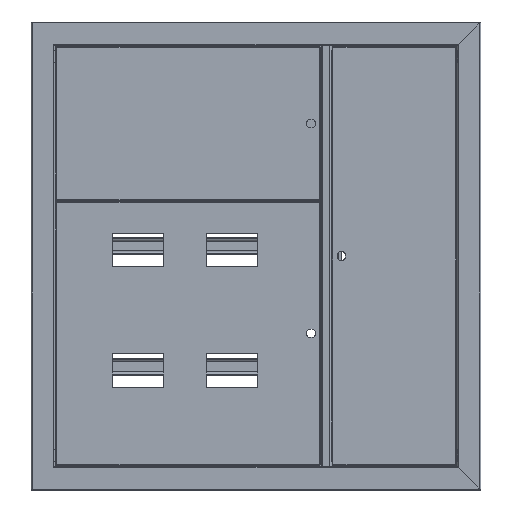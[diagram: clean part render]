
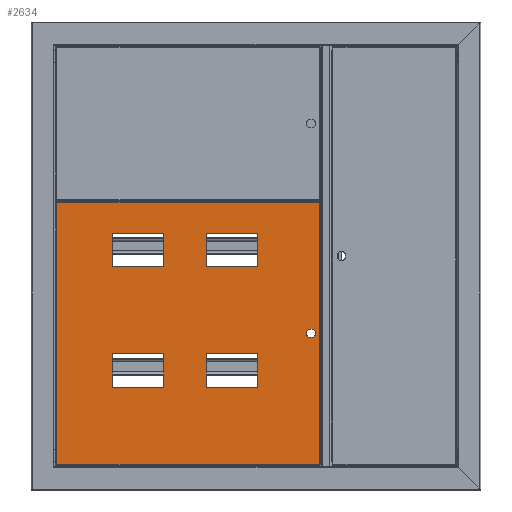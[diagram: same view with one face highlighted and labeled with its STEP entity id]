
A CAD part, top view. The second image highlights one B-rep face of the part: STEP entity #2634.
In plain terms, the highlighted planar face has unit normal (0, 0, 1).
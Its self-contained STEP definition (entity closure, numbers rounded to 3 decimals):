
#2634=ADVANCED_FACE('',(#10764,#10766,#10768,#10770,#10772,#10774),#10776,.T.);
#10764=FACE_BOUND('',#10765,.T.);
#10765=EDGE_LOOP('',(#24598,#24599,#24600,#24601));
#10766=FACE_BOUND('',#10767,.T.);
#10767=EDGE_LOOP('',(#24602,#24603,#24604,#24605));
#10768=FACE_BOUND('',#10769,.T.);
#10769=EDGE_LOOP('',(#24606,#24607,#24608,#24609));
#10770=FACE_BOUND('',#10771,.T.);
#10771=EDGE_LOOP('',(#24610,#24611,#24612,#24613));
#10772=FACE_BOUND('',#10773,.T.);
#10773=EDGE_LOOP('',(#24614,#24615,#24616,#24617));
#10774=FACE_BOUND('',#10775,.T.);
#10775=EDGE_LOOP('',(#24618,#24619,#24620,#24621));
#10776=PLANE('',#10777);
#10777=AXIS2_PLACEMENT_3D('',#10778,#10779,#10780);
#10778=CARTESIAN_POINT('',(0.,0.,0.));
#10779=DIRECTION('',(0.,0.,1.));
#10780=DIRECTION('',(1.,0.,0.));
#24598=ORIENTED_EDGE('',*,*,#32142,.T.);
#24599=ORIENTED_EDGE('',*,*,#32143,.T.);
#24600=ORIENTED_EDGE('',*,*,#32144,.T.);
#24601=ORIENTED_EDGE('',*,*,#32145,.T.);
#24602=ORIENTED_EDGE('',*,*,#32146,.T.);
#24603=ORIENTED_EDGE('',*,*,#32147,.T.);
#24604=ORIENTED_EDGE('',*,*,#32148,.T.);
#24605=ORIENTED_EDGE('',*,*,#32149,.T.);
#24606=ORIENTED_EDGE('',*,*,#32150,.T.);
#24607=ORIENTED_EDGE('',*,*,#32151,.T.);
#24608=ORIENTED_EDGE('',*,*,#32152,.T.);
#24609=ORIENTED_EDGE('',*,*,#32153,.T.);
#24610=ORIENTED_EDGE('',*,*,#32154,.T.);
#24611=ORIENTED_EDGE('',*,*,#32155,.T.);
#24612=ORIENTED_EDGE('',*,*,#32156,.T.);
#24613=ORIENTED_EDGE('',*,*,#32157,.T.);
#24614=ORIENTED_EDGE('',*,*,#32158,.T.);
#24615=ORIENTED_EDGE('',*,*,#32159,.T.);
#24616=ORIENTED_EDGE('',*,*,#32160,.T.);
#24617=ORIENTED_EDGE('',*,*,#32161,.T.);
#24618=ORIENTED_EDGE('',*,*,#32162,.T.);
#24619=ORIENTED_EDGE('',*,*,#32163,.T.);
#24620=ORIENTED_EDGE('',*,*,#32164,.T.);
#24621=ORIENTED_EDGE('',*,*,#32165,.T.);
#32142=EDGE_CURVE('',#35914,#35915,#35916,.T.);
#32143=EDGE_CURVE('',#35915,#35917,#35918,.T.);
#32144=EDGE_CURVE('',#35917,#35919,#35920,.T.);
#32145=EDGE_CURVE('',#35919,#35914,#35921,.T.);
#32146=EDGE_CURVE('',#35922,#35923,#35924,.F.);
#32147=EDGE_CURVE('',#35923,#35925,#35926,.F.);
#32148=EDGE_CURVE('',#35925,#35927,#35928,.F.);
#32149=EDGE_CURVE('',#35927,#35922,#35929,.F.);
#32150=EDGE_CURVE('',#35930,#35931,#35932,.F.);
#32151=EDGE_CURVE('',#35931,#35933,#35934,.F.);
#32152=EDGE_CURVE('',#35933,#35935,#35936,.F.);
#32153=EDGE_CURVE('',#35935,#35930,#35937,.F.);
#32154=EDGE_CURVE('',#35938,#35939,#35940,.F.);
#32155=EDGE_CURVE('',#35939,#35941,#35942,.F.);
#32156=EDGE_CURVE('',#35941,#35943,#35944,.F.);
#32157=EDGE_CURVE('',#35943,#35938,#35945,.F.);
#32158=EDGE_CURVE('',#35946,#35947,#35948,.F.);
#32159=EDGE_CURVE('',#35947,#35949,#35950,.F.);
#32160=EDGE_CURVE('',#35949,#35951,#35952,.F.);
#32161=EDGE_CURVE('',#35951,#35946,#35953,.F.);
#32162=EDGE_CURVE('',#35954,#35955,#35956,.F.);
#32163=EDGE_CURVE('',#35955,#35957,#35958,.F.);
#32164=EDGE_CURVE('',#35957,#35959,#35960,.F.);
#32165=EDGE_CURVE('',#35959,#35954,#35961,.F.);
#35914=VERTEX_POINT('',#41976);
#35915=VERTEX_POINT('',#41977);
#35916=LINE('',#41978,#41979);
#35917=VERTEX_POINT('',#41981);
#35918=LINE('',#41982,#41983);
#35919=VERTEX_POINT('',#41985);
#35920=LINE('',#41986,#41987);
#35921=LINE('',#41989,#41990);
#35922=VERTEX_POINT('',#41992);
#35923=VERTEX_POINT('',#41993);
#35924=LINE('',#41994,#41995);
#35925=VERTEX_POINT('',#41997);
#35926=LINE('',#41998,#41999);
#35927=VERTEX_POINT('',#42001);
#35928=LINE('',#42002,#42003);
#35929=LINE('',#42005,#42006);
#35930=VERTEX_POINT('',#42008);
#35931=VERTEX_POINT('',#42009);
#35932=LINE('',#42010,#42011);
#35933=VERTEX_POINT('',#42013);
#35934=LINE('',#42014,#42015);
#35935=VERTEX_POINT('',#42017);
#35936=LINE('',#42018,#42019);
#35937=LINE('',#42021,#42022);
#35938=VERTEX_POINT('',#42024);
#35939=VERTEX_POINT('',#42025);
#35940=LINE('',#42026,#42027);
#35941=VERTEX_POINT('',#42029);
#35942=LINE('',#42030,#42031);
#35943=VERTEX_POINT('',#42033);
#35944=LINE('',#42034,#42035);
#35945=LINE('',#42037,#42038);
#35946=VERTEX_POINT('',#42040);
#35947=VERTEX_POINT('',#42041);
#35948=LINE('',#42042,#42043);
#35949=VERTEX_POINT('',#42045);
#35950=LINE('',#42046,#42047);
#35951=VERTEX_POINT('',#42049);
#35952=LINE('',#42050,#42051);
#35953=LINE('',#42053,#42054);
#35954=VERTEX_POINT('',#42056);
#35955=VERTEX_POINT('',#42057);
#35956=CIRCLE('',#42058,9.75);
#35957=VERTEX_POINT('',#42062);
#35958=LINE('',#42063,#42064);
#35959=VERTEX_POINT('',#42066);
#35960=CIRCLE('',#42067,9.75);
#35961=LINE('',#42071,#42072);
#41976=CARTESIAN_POINT('',(135.5,-945.5,0.));
#41977=CARTESIAN_POINT('',(135.5,-385.5,0.));
#41978=CARTESIAN_POINT('',(135.5,-945.5,0.));
#41979=VECTOR('',#41980,1.);
#41980=DIRECTION('',(0.,1.,0.));
#41981=CARTESIAN_POINT('',(-425.5,-385.5,0.));
#41982=CARTESIAN_POINT('',(135.5,-385.5,0.));
#41983=VECTOR('',#41984,1.);
#41984=DIRECTION('',(-1.,0.,0.));
#41985=CARTESIAN_POINT('',(-425.5,-945.5,0.));
#41986=CARTESIAN_POINT('',(-425.5,-385.5,0.));
#41987=VECTOR('',#41988,1.);
#41988=DIRECTION('',(0.,-1.,0.));
#41989=CARTESIAN_POINT('',(-425.5,-945.5,0.));
#41990=VECTOR('',#41991,1.);
#41991=DIRECTION('',(1.,0.,0.));
#41992=CARTESIAN_POINT('',(-306.563,-450.9,0.));
#41993=CARTESIAN_POINT('',(-196.963,-450.9,0.));
#41994=CARTESIAN_POINT('',(-196.963,-450.9,0.));
#41995=VECTOR('',#41996,1.);
#41996=DIRECTION('',(-1.,0.,0.));
#41997=CARTESIAN_POINT('',(-196.963,-523.,0.));
#41998=CARTESIAN_POINT('',(-196.963,-523.,0.));
#41999=VECTOR('',#42000,1.);
#42000=DIRECTION('',(0.,1.,0.));
#42001=CARTESIAN_POINT('',(-306.563,-523.,0.));
#42002=CARTESIAN_POINT('',(-306.563,-523.,0.));
#42003=VECTOR('',#42004,1.);
#42004=DIRECTION('',(1.,0.,0.));
#42005=CARTESIAN_POINT('',(-306.563,-450.9,0.));
#42006=VECTOR('',#42007,1.);
#42007=DIRECTION('',(0.,-1.,0.));
#42008=CARTESIAN_POINT('',(-106.563,-450.9,0.));
#42009=CARTESIAN_POINT('',(3.037,-450.9,0.));
#42010=CARTESIAN_POINT('',(3.037,-450.9,0.));
#42011=VECTOR('',#42012,1.);
#42012=DIRECTION('',(-1.,0.,0.));
#42013=CARTESIAN_POINT('',(3.037,-523.,0.));
#42014=CARTESIAN_POINT('',(3.037,-523.,0.));
#42015=VECTOR('',#42016,1.);
#42016=DIRECTION('',(0.,1.,0.));
#42017=CARTESIAN_POINT('',(-106.563,-523.,0.));
#42018=CARTESIAN_POINT('',(-106.563,-523.,0.));
#42019=VECTOR('',#42020,1.);
#42020=DIRECTION('',(1.,0.,0.));
#42021=CARTESIAN_POINT('',(-106.563,-450.9,0.));
#42022=VECTOR('',#42023,1.);
#42023=DIRECTION('',(0.,-1.,0.));
#42024=CARTESIAN_POINT('',(-306.563,-708.5,0.));
#42025=CARTESIAN_POINT('',(-196.963,-708.5,0.));
#42026=CARTESIAN_POINT('',(-196.963,-708.5,0.));
#42027=VECTOR('',#42028,1.);
#42028=DIRECTION('',(-1.,0.,0.));
#42029=CARTESIAN_POINT('',(-196.963,-780.6,0.));
#42030=CARTESIAN_POINT('',(-196.963,-780.6,0.));
#42031=VECTOR('',#42032,1.);
#42032=DIRECTION('',(0.,1.,0.));
#42033=CARTESIAN_POINT('',(-306.563,-780.6,0.));
#42034=CARTESIAN_POINT('',(-306.563,-780.6,0.));
#42035=VECTOR('',#42036,1.);
#42036=DIRECTION('',(1.,0.,0.));
#42037=CARTESIAN_POINT('',(-306.563,-708.5,0.));
#42038=VECTOR('',#42039,1.);
#42039=DIRECTION('',(0.,-1.,0.));
#42040=CARTESIAN_POINT('',(-106.563,-708.5,0.));
#42041=CARTESIAN_POINT('',(3.037,-708.5,0.));
#42042=CARTESIAN_POINT('',(3.037,-708.5,0.));
#42043=VECTOR('',#42044,1.);
#42044=DIRECTION('',(-1.,0.,0.));
#42045=CARTESIAN_POINT('',(3.037,-780.6,0.));
#42046=CARTESIAN_POINT('',(3.037,-780.6,0.));
#42047=VECTOR('',#42048,1.);
#42048=DIRECTION('',(0.,1.,0.));
#42049=CARTESIAN_POINT('',(-106.563,-780.6,0.));
#42050=CARTESIAN_POINT('',(-106.563,-780.6,0.));
#42051=VECTOR('',#42052,1.);
#42052=DIRECTION('',(1.,0.,0.));
#42053=CARTESIAN_POINT('',(-106.563,-708.5,0.));
#42054=VECTOR('',#42055,1.);
#42055=DIRECTION('',(0.,-1.,0.));
#42056=CARTESIAN_POINT('',(122.276,-657.,0.));
#42057=CARTESIAN_POINT('',(122.276,-674.,0.));
#42058=AXIS2_PLACEMENT_3D('',#42059,#42060,#42061);
#42059=CARTESIAN_POINT('',(117.5,-665.5,0.));
#42060=DIRECTION('',(0.,0.,1.));
#42061=DIRECTION('',(0.49,-0.872,0.));
#42062=CARTESIAN_POINT('',(112.724,-674.,0.));
#42063=CARTESIAN_POINT('',(112.724,-674.,0.));
#42064=VECTOR('',#42065,1.);
#42065=DIRECTION('',(1.,0.,0.));
#42066=CARTESIAN_POINT('',(112.724,-657.,0.));
#42067=AXIS2_PLACEMENT_3D('',#42068,#42069,#42070);
#42068=CARTESIAN_POINT('',(117.5,-665.5,0.));
#42069=DIRECTION('',(0.,0.,1.));
#42070=DIRECTION('',(-0.49,0.872,0.));
#42071=CARTESIAN_POINT('',(122.276,-657.,0.));
#42072=VECTOR('',#42073,1.);
#42073=DIRECTION('',(-1.,0.,0.));
